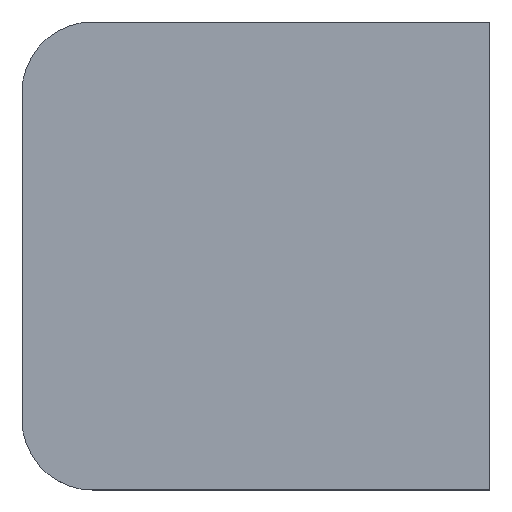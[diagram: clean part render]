
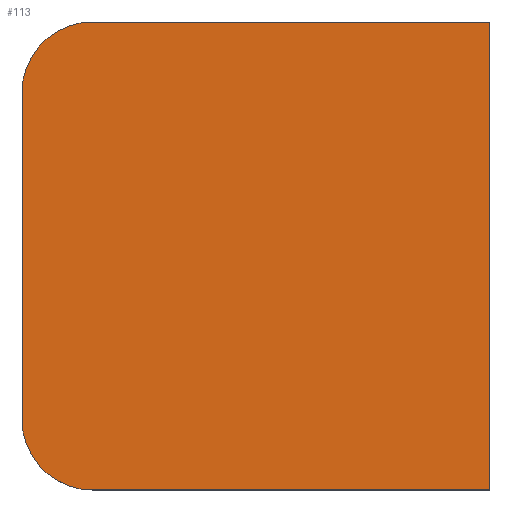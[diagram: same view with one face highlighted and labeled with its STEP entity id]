
A CAD part, top view. The second image highlights one B-rep face of the part: STEP entity #113.
In plain terms, the highlighted planar face has unit normal (0, 0, 1).
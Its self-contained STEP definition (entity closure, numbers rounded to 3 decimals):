
#16 = VECTOR ( 'NONE', #202, 1000. ) ;
#22 = CIRCLE ( 'NONE', #131, 30. ) ;
#24 = LINE ( 'NONE', #196, #16 ) ;
#26 = LINE ( 'NONE', #271, #32 ) ;
#27 = CIRCLE ( 'NONE', #127, 30. ) ;
#31 = LINE ( 'NONE', #168, #33 ) ;
#32 = VECTOR ( 'NONE', #201, 1000. ) ;
#33 = VECTOR ( 'NONE', #186, 1000. ) ;
#51 = VECTOR ( 'NONE', #144, 1000. ) ;
#52 = LINE ( 'NONE', #143, #51 ) ;
#71 = ORIENTED_EDGE ( 'NONE', *, *, #230, .T. ) ;
#80 = FACE_OUTER_BOUND ( 'NONE', #87, .T. ) ;
#87 = EDGE_LOOP ( 'NONE', ( #103, #104, #106, #105, #107, #71 ) ) ;
#103 = ORIENTED_EDGE ( 'NONE', *, *, #236, .T. ) ;
#104 = ORIENTED_EDGE ( 'NONE', *, *, #205, .T. ) ;
#105 = ORIENTED_EDGE ( 'NONE', *, *, #138, .T. ) ;
#106 = ORIENTED_EDGE ( 'NONE', *, *, #206, .T. ) ;
#107 = ORIENTED_EDGE ( 'NONE', *, *, #162, .T. ) ;
#113 = ADVANCED_FACE ( 'NONE', ( #80 ), #255, .F. ) ;
#127 = AXIS2_PLACEMENT_3D ( 'NONE', #187, #189, #190 ) ;
#131 = AXIS2_PLACEMENT_3D ( 'NONE', #200, #203, #204 ) ;
#138 = EDGE_CURVE ( 'NONE', #256, #178, #31, .T. ) ;
#143 = CARTESIAN_POINT ( 'NONE',  ( 200., 0., 3. ) ) ;
#144 = DIRECTION ( 'NONE',  ( 0., 1., 0. ) ) ;
#145 = CARTESIAN_POINT ( 'NONE',  ( 200., 200., 3. ) ) ;
#148 = CARTESIAN_POINT ( 'NONE',  ( 30., 0., 3. ) ) ;
#150 = CARTESIAN_POINT ( 'NONE',  ( 0., 170., 3. ) ) ;
#152 = CARTESIAN_POINT ( 'NONE',  ( 200., 0., 3. ) ) ;
#162 = EDGE_CURVE ( 'NONE', #178, #251, #27, .T. ) ;
#168 = CARTESIAN_POINT ( 'NONE',  ( 0., 30., 3. ) ) ;
#172 = DIRECTION ( 'NONE',  ( -1., 0., 0. ) ) ;
#173 = DIRECTION ( 'NONE',  ( 0., 0., -1. ) ) ;
#178 = VERTEX_POINT ( 'NONE', #191 ) ;
#179 = VERTEX_POINT ( 'NONE', #211 ) ;
#181 = AXIS2_PLACEMENT_3D ( 'NONE', #254, #173, #172 ) ;
#186 = DIRECTION ( 'NONE',  ( 0., -1., 0. ) ) ;
#187 = CARTESIAN_POINT ( 'NONE',  ( 30., 30., 3. ) ) ;
#189 = DIRECTION ( 'NONE',  ( 0., 0., 1. ) ) ;
#190 = DIRECTION ( 'NONE',  ( -1., 0., 0. ) ) ;
#191 = CARTESIAN_POINT ( 'NONE',  ( 0., 30., 3. ) ) ;
#196 = CARTESIAN_POINT ( 'NONE',  ( 30., 0., 3. ) ) ;
#200 = CARTESIAN_POINT ( 'NONE',  ( 30., 170., 3. ) ) ;
#201 = DIRECTION ( 'NONE',  ( -1., 0., 0. ) ) ;
#202 = DIRECTION ( 'NONE',  ( 1., 0., 0. ) ) ;
#203 = DIRECTION ( 'NONE',  ( 0., 0., 1. ) ) ;
#204 = DIRECTION ( 'NONE',  ( -1., 0., 0. ) ) ;
#205 = EDGE_CURVE ( 'NONE', #252, #179, #26, .T. ) ;
#206 = EDGE_CURVE ( 'NONE', #179, #256, #22, .T. ) ;
#211 = CARTESIAN_POINT ( 'NONE',  ( 30., 200., 3. ) ) ;
#230 = EDGE_CURVE ( 'NONE', #251, #260, #24, .T. ) ;
#236 = EDGE_CURVE ( 'NONE', #260, #252, #52, .T. ) ;
#251 = VERTEX_POINT ( 'NONE', #148 ) ;
#252 = VERTEX_POINT ( 'NONE', #145 ) ;
#254 = CARTESIAN_POINT ( 'NONE',  ( 30., 170., 3. ) ) ;
#255 = PLANE ( 'NONE',  #181 ) ;
#256 = VERTEX_POINT ( 'NONE', #150 ) ;
#260 = VERTEX_POINT ( 'NONE', #152 ) ;
#271 = CARTESIAN_POINT ( 'NONE',  ( 30., 200., 3. ) ) ;
